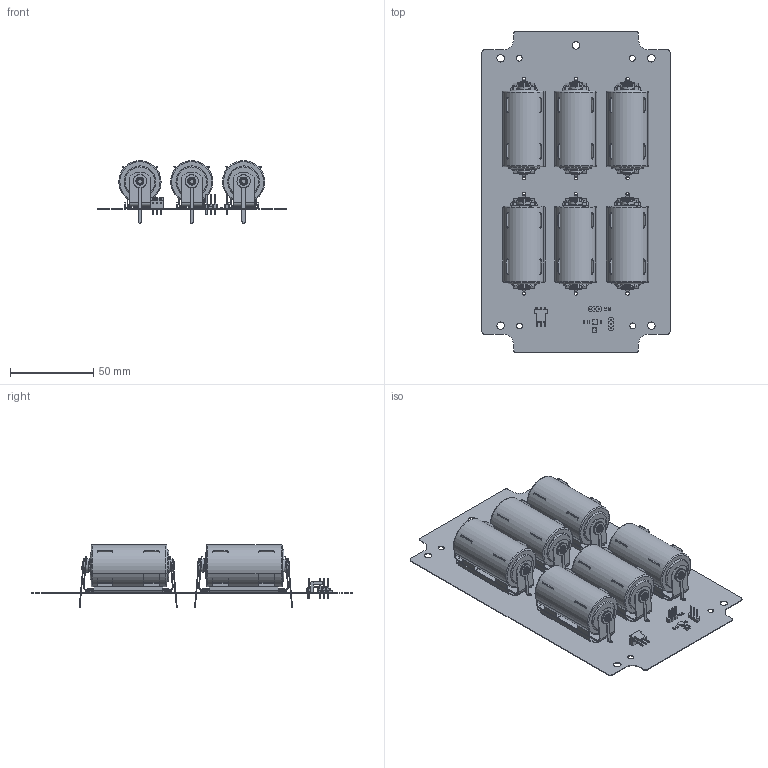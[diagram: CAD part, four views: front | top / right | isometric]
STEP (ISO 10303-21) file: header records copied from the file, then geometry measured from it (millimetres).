
FILE_DESCRIPTION(('Open CASCADE Model'),'2;1');
FILE_NAME('Open CASCADE Shape Model','2022-03-25T20:35:53',('Author'),( 'Open CASCADE'),'Open CASCADE STEP processor 6.8','Open CASCADE 6.8' ,'Unknown');
FILE_SCHEMA(('AUTOMOTIVE_DESIGN { 1 0 10303 214 1 1 1 1 }'));
Length unit declared in the file: millimetre
Products named in the file (31): PCB; Board; Open CASCADE STEP translator 6.8 5.1.1; R1; R_SMD_0603; 0603_BODY; 0603_PAD; 0603_OPIS; U1; 6287899104; L1; Coilcraft-LPS3015; J3; User_Library-PinHeaderX3; User_Library-PinHeaderX3_PinHeader_Body_1; User_Library-PinHeaderX3_PinHeader_Pins_1; J2; c-640455-3-y-3d; J1; C4; C_SMD_0603; C3; C2; C1; B6; keystone-PN2230; B5; B4; B3; B2; B1
Assembly tree (40 placements, depth 4):
  PCB
    Board
      Open CASCADE STEP translator 6.8 5.1.1
    R1
      R_SMD_0603
        0603_BODY
        0603_PAD  x2
        0603_OPIS
    U1
      6287899104
    L1
      Coilcraft-LPS3015
    J3
      User_Library-PinHeaderX3
        User_Library-PinHeaderX3_PinHeader_Body_1
        User_Library-PinHeaderX3_PinHeader_Pins_1
    J2
      c-640455-3-y-3d
    J1
      User_Library-PinHeaderX3
        User_Library-PinHeaderX3_PinHeader_Body_1
        User_Library-PinHeaderX3_PinHeader_Pins_1
    C4
      C_SMD_0603
    C3
      C_SMD_0603
    C2
      C_SMD_0603
    C1
      C_SMD_0603
    B6
      keystone-PN2230
    B5
      keystone-PN2230
    B4
      keystone-PN2230
    B3
      keystone-PN2230
    B2
      keystone-PN2230
    B1
      keystone-PN2230
Bounding box: 112.88 x 192.86 x 37.65 mm (x, y, z)
Volume: 160389.4 mm3; surface area: 117813.4 mm2
Topology: 124 solids, 124 shells, 3037 faces, 6798 edges, 4086 vertices
Faces by surface type: plane 1333, cylinder 1239, torus 288, bspline 145, sphere 32
Full cylindrical faces by diameter (mm): 0.9 x6, 1.02 x3, 2.1 x12, 3.5 x4, 4.5 x5
Entity records: 34783 total; most frequent: CARTESIAN_POINT 7655, DIRECTION 4432, ORIENTED_EDGE 4300, EDGE_CURVE 2150, AXIS2_PLACEMENT_3D 1551, VERTEX_POINT 1354, LINE 1330, VECTOR 1330
